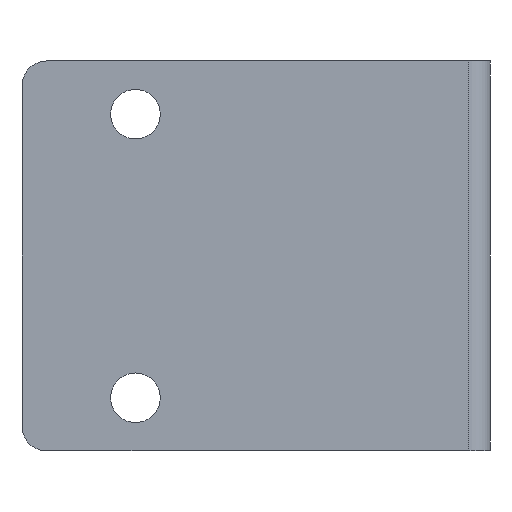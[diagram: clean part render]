
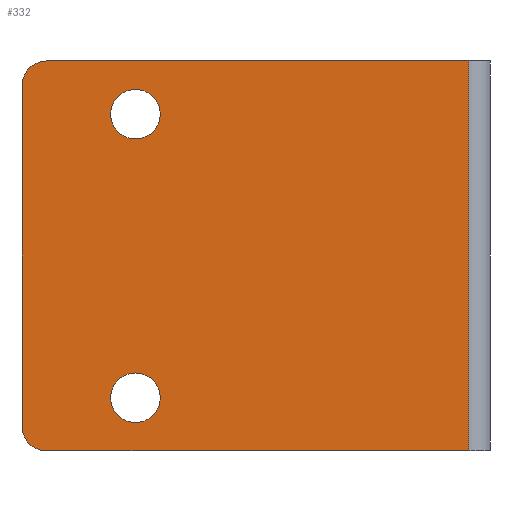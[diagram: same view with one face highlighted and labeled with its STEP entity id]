
A CAD part, left-side view. The second image highlights one B-rep face of the part: STEP entity #332.
In plain terms, the highlighted planar face has unit normal (-1, 0, 0).
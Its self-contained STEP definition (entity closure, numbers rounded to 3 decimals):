
#30=CIRCLE('',#364,3.5);
#31=CIRCLE('',#365,3.5);
#32=CIRCLE('',#366,3.5);
#33=CIRCLE('',#367,3.5);
#58=ORIENTED_EDGE('',*,*,#146,.F.);
#59=ORIENTED_EDGE('',*,*,#147,.F.);
#60=ORIENTED_EDGE('',*,*,#148,.F.);
#61=ORIENTED_EDGE('',*,*,#149,.T.);
#62=ORIENTED_EDGE('',*,*,#142,.T.);
#63=ORIENTED_EDGE('',*,*,#150,.T.);
#64=ORIENTED_EDGE('',*,*,#151,.T.);
#65=ORIENTED_EDGE('',*,*,#152,.F.);
#142=EDGE_CURVE('',#186,#187,#218,.T.);
#146=EDGE_CURVE('',#190,#190,#30,.F.);
#147=EDGE_CURVE('',#191,#191,#31,.F.);
#148=EDGE_CURVE('',#192,#193,#222,.T.);
#149=EDGE_CURVE('',#192,#186,#32,.F.);
#150=EDGE_CURVE('',#187,#194,#33,.F.);
#151=EDGE_CURVE('',#194,#195,#223,.T.);
#152=EDGE_CURVE('',#193,#195,#224,.T.);
#186=VERTEX_POINT('',#513);
#187=VERTEX_POINT('',#514);
#190=VERTEX_POINT('',#522);
#191=VERTEX_POINT('',#524);
#192=VERTEX_POINT('',#526);
#193=VERTEX_POINT('',#527);
#194=VERTEX_POINT('',#530);
#195=VERTEX_POINT('',#532);
#218=LINE('',#512,#242);
#222=LINE('',#525,#246);
#223=LINE('',#531,#247);
#224=LINE('',#533,#248);
#242=VECTOR('',#409,1000.);
#246=VECTOR('',#419,1000.);
#247=VECTOR('',#424,1000.);
#248=VECTOR('',#425,1000.);
#264=EDGE_LOOP('',(#58));
#265=EDGE_LOOP('',(#59));
#266=EDGE_LOOP('',(#60,#61,#62,#63,#64,#65));
#294=FACE_BOUND('',#264,.T.);
#295=FACE_BOUND('',#265,.T.);
#296=FACE_BOUND('',#266,.T.);
#324=PLANE('',#363);
#332=ADVANCED_FACE('',(#294,#295,#296),#324,.F.);
#363=AXIS2_PLACEMENT_3D('',#520,#413,#414);
#364=AXIS2_PLACEMENT_3D('',#521,#415,#416);
#365=AXIS2_PLACEMENT_3D('',#523,#417,#418);
#366=AXIS2_PLACEMENT_3D('',#528,#420,#421);
#367=AXIS2_PLACEMENT_3D('',#529,#422,#423);
#409=DIRECTION('',(0.,0.,-1.));
#413=DIRECTION('',(1.,0.,0.));
#414=DIRECTION('',(0.,0.,-1.));
#415=DIRECTION('',(1.,0.,0.));
#416=DIRECTION('',(0.,0.,-1.));
#417=DIRECTION('',(1.,0.,0.));
#418=DIRECTION('',(0.,0.,-1.));
#419=DIRECTION('',(0.,-1.,0.));
#420=DIRECTION('',(1.,0.,0.));
#421=DIRECTION('',(0.,0.,-1.));
#422=DIRECTION('',(1.,0.,0.));
#423=DIRECTION('',(0.,0.,-1.));
#424=DIRECTION('',(0.,-1.,0.));
#425=DIRECTION('',(0.,0.,-1.));
#512=CARTESIAN_POINT('',(0.,66.,27.5));
#513=CARTESIAN_POINT('',(0.,66.,24.));
#514=CARTESIAN_POINT('',(0.,66.,-24.));
#520=CARTESIAN_POINT('',(0.,66.,27.5));
#521=CARTESIAN_POINT('',(0.,50.,20.));
#522=CARTESIAN_POINT('',(0.,50.,16.5));
#523=CARTESIAN_POINT('',(0.,50.,-20.));
#524=CARTESIAN_POINT('',(0.,50.,-23.5));
#525=CARTESIAN_POINT('',(0.,66.,27.5));
#526=CARTESIAN_POINT('',(0.,62.5,27.5));
#527=CARTESIAN_POINT('',(0.,3.,27.5));
#528=CARTESIAN_POINT('',(0.,62.5,24.));
#529=CARTESIAN_POINT('',(0.,62.5,-24.));
#530=CARTESIAN_POINT('',(0.,62.5,-27.5));
#531=CARTESIAN_POINT('',(0.,66.,-27.5));
#532=CARTESIAN_POINT('',(0.,3.,-27.5));
#533=CARTESIAN_POINT('',(0.,3.,27.5));
